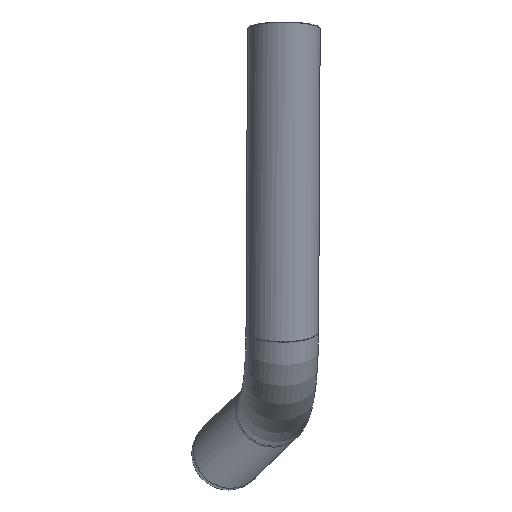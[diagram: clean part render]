
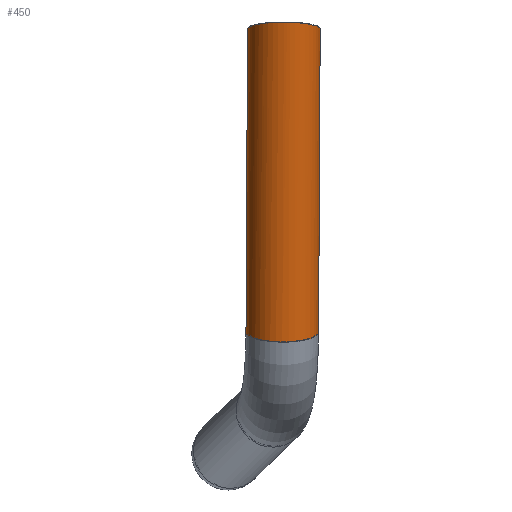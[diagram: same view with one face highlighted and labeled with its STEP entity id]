
A CAD part, front view. The second image highlights one B-rep face of the part: STEP entity #450.
In plain terms, the highlighted cylindrical face has radius 35 mm (diameter 70 mm), a full revolution.
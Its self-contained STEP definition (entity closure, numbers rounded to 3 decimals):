
#20=ELLIPSE('',#537,38.687,35.);
#28=LINE('',#1082,#44);
#44=VECTOR('',#667,35.);
#72=CYLINDRICAL_SURFACE('',#536,35.);
#92=FACE_OUTER_BOUND('',#114,.T.);
#114=EDGE_LOOP('',(#366,#367,#368,#369,#370));
#138=CIRCLE('',#498,35.);
#139=CIRCLE('',#499,35.);
#175=VERTEX_POINT('',#724);
#176=VERTEX_POINT('',#726);
#210=VERTEX_POINT('',#1080);
#226=EDGE_CURVE('',#175,#176,#138,.T.);
#227=EDGE_CURVE('',#176,#175,#139,.T.);
#271=EDGE_CURVE('',#210,#210,#20,.T.);
#272=EDGE_CURVE('',#210,#176,#28,.T.);
#366=ORIENTED_EDGE('',*,*,#271,.T.);
#367=ORIENTED_EDGE('',*,*,#272,.T.);
#368=ORIENTED_EDGE('',*,*,#226,.F.);
#369=ORIENTED_EDGE('',*,*,#227,.F.);
#370=ORIENTED_EDGE('',*,*,#272,.F.);
#450=ADVANCED_FACE('',(#92),#72,.T.);
#498=AXIS2_PLACEMENT_3D('',#727,#582,#583);
#499=AXIS2_PLACEMENT_3D('',#728,#584,#585);
#536=AXIS2_PLACEMENT_3D('',#1079,#663,#664);
#537=AXIS2_PLACEMENT_3D('',#1081,#665,#666);
#582=DIRECTION('center_axis',(-0.005,0.271,-0.963));
#583=DIRECTION('ref_axis',(-0.101,0.958,0.27));
#584=DIRECTION('center_axis',(-0.005,0.271,-0.963));
#585=DIRECTION('ref_axis',(-0.101,0.958,0.27));
#663=DIRECTION('center_axis',(0.005,-0.271,0.963));
#664=DIRECTION('ref_axis',(0.,0.963,0.271));
#665=DIRECTION('center_axis',(0.,-0.165,
-0.986));
#666=DIRECTION('ref_axis',(-0.012,0.986,-0.165));
#667=DIRECTION('',(-0.005,0.271,-0.963));
#724=CARTESIAN_POINT('',(-1511.7,-662.163,-36.803));
#726=CARTESIAN_POINT('',(-1506.647,-729.19,-55.676));
#727=CARTESIAN_POINT('Origin',(-1506.647,-695.497,-46.203));
#728=CARTESIAN_POINT('Origin',(-1506.647,-695.497,-46.203));
#1079=CARTESIAN_POINT('Origin',(-1506.647,-695.497,-46.203));
#1080=CARTESIAN_POINT('',(-1505.016,-815.828,252.448));
#1081=CARTESIAN_POINT('Origin',(-1505.1,-777.673,246.056));
#1082=CARTESIAN_POINT('',(-1506.647,-729.19,-55.676));
